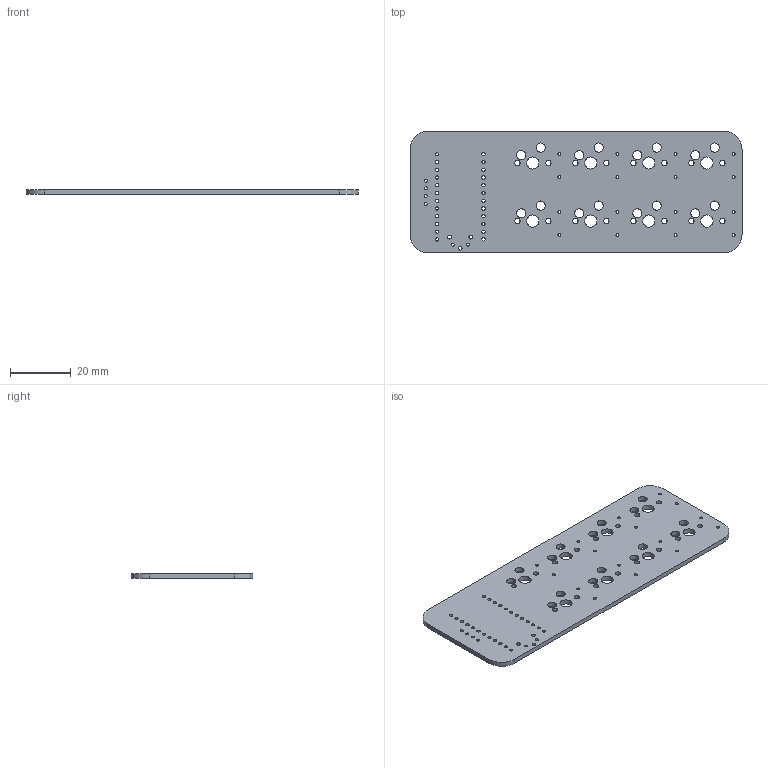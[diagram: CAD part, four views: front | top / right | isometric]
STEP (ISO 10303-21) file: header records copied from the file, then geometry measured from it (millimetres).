
FILE_DESCRIPTION(('KiCad electronic assembly'),'2;1');
FILE_NAME('TurtlePad.step','2021-12-30T16:18:40',('Pcbnew'),('Kicad'), 'Open CASCADE STEP processor 7.5','KiCad to STEP converter','Unknown' );
FILE_SCHEMA(('AUTOMOTIVE_DESIGN { 1 0 10303 214 1 1 1 1 }'));
Length unit declared in the file: millimetre
Products named in the file (2): TurtlePad 1; TurtlePad PCB
Assembly tree (1 placements, depth 2):
  TurtlePad 1
    TurtlePad PCB
Bounding box: 109 x 40 x 1.6 mm (x, y, z)
Volume: 6454.9 mm3; surface area: 9331.9 mm2
Topology: 1 solids, 1 shells, 99 faces, 291 edges, 194 vertices
Faces by surface type: cylinder 93, plane 6
Full cylindrical faces by diameter (mm): 0.99 x2, 0.991 x16, 1 x4, 1.092 x24, 1.2 x1, 1.3 x2, 1.75 x16, 3 x16, 3.988 x8
Entity records: 7597 total; most frequent: DIRECTION 1261, CARTESIAN_POINT 1168, ORIENTED_EDGE 582, PCURVE 582, DEFINITIONAL_REPRESENTATION 582, LINE 501, VECTOR 501, CIRCLE 372
